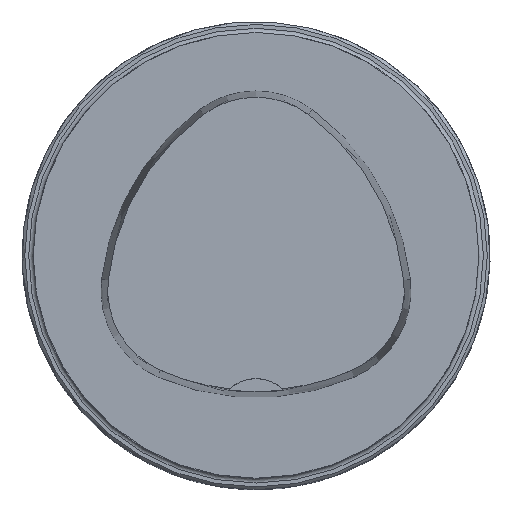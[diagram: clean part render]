
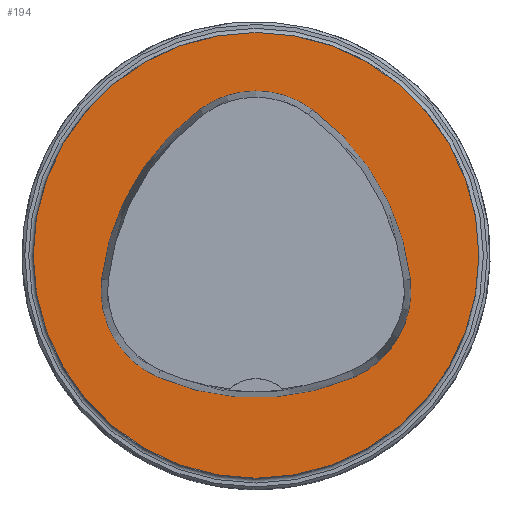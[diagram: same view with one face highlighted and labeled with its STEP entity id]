
A CAD part, top view. The second image highlights one B-rep face of the part: STEP entity #194.
In plain terms, the highlighted planar face has unit normal (0, 0, 1).
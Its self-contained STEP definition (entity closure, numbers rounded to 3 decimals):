
#79=PLANE('',#746);
#194=ADVANCED_FACE('',(#245,#246),#79,.T.);
#245=FACE_BOUND('',#291,.T.);
#246=FACE_BOUND('',#292,.T.);
#291=EDGE_LOOP('',(#420,#421,#422,#423,#424,#425));
#292=EDGE_LOOP('',(#426));
#420=ORIENTED_EDGE('',*,*,#589,.T.);
#421=ORIENTED_EDGE('',*,*,#569,.T.);
#422=ORIENTED_EDGE('',*,*,#573,.T.);
#423=ORIENTED_EDGE('',*,*,#576,.T.);
#424=ORIENTED_EDGE('',*,*,#579,.T.);
#425=ORIENTED_EDGE('',*,*,#587,.T.);
#426=ORIENTED_EDGE('',*,*,#560,.F.);
#497=VERTEX_POINT('',#1175);
#506=VERTEX_POINT('',#1194);
#507=VERTEX_POINT('',#1195);
#510=VERTEX_POINT('',#1203);
#512=VERTEX_POINT('',#1209);
#514=VERTEX_POINT('',#1215);
#521=VERTEX_POINT('',#1236);
#560=EDGE_CURVE('',#497,#497,#623,.T.);
#569=EDGE_CURVE('',#506,#507,#624,.T.);
#573=EDGE_CURVE('',#507,#510,#626,.T.);
#576=EDGE_CURVE('',#510,#512,#628,.T.);
#579=EDGE_CURVE('',#512,#514,#630,.T.);
#587=EDGE_CURVE('',#514,#521,#634,.T.);
#589=EDGE_CURVE('',#521,#506,#636,.T.);
#623=CIRCLE('',#718,40.);
#624=CIRCLE('',#724,44.);
#626=CIRCLE('',#727,17.);
#628=CIRCLE('',#730,44.);
#630=CIRCLE('',#733,17.);
#634=CIRCLE('',#738,44.);
#636=CIRCLE('',#741,17.);
#718=AXIS2_PLACEMENT_3D('',#1174,#870,#871);
#724=AXIS2_PLACEMENT_3D('',#1193,#886,#887);
#727=AXIS2_PLACEMENT_3D('',#1202,#894,#895);
#730=AXIS2_PLACEMENT_3D('',#1208,#901,#902);
#733=AXIS2_PLACEMENT_3D('',#1214,#908,#909);
#738=AXIS2_PLACEMENT_3D('',#1237,#920,#921);
#741=AXIS2_PLACEMENT_3D('',#1240,#926,#927);
#746=AXIS2_PLACEMENT_3D('',#1245,#936,#937);
#870=DIRECTION('',(0.,0.,-1.));
#871=DIRECTION('',(-1.,0.,0.));
#886=DIRECTION('',(0.,0.,-1.));
#887=DIRECTION('',(-1.,0.,0.));
#894=DIRECTION('',(0.,0.,-1.));
#895=DIRECTION('',(-1.,0.,0.));
#901=DIRECTION('',(0.,0.,-1.));
#902=DIRECTION('',(-1.,0.,0.));
#908=DIRECTION('',(0.,0.,-1.));
#909=DIRECTION('',(-1.,0.,0.));
#920=DIRECTION('',(0.,0.,-1.));
#921=DIRECTION('',(-1.,0.,0.));
#926=DIRECTION('',(0.,0.,-1.));
#927=DIRECTION('',(-1.,0.,0.));
#936=DIRECTION('',(0.,0.,1.));
#937=DIRECTION('',(-1.,0.,0.));
#1174=CARTESIAN_POINT('',(0.,0.,0.));
#1175=CARTESIAN_POINT('',(-40.,0.,0.));
#1193=CARTESIAN_POINT('',(16.01,-9.224,0.));
#1194=CARTESIAN_POINT('',(-27.722,-4.378,0.));
#1195=CARTESIAN_POINT('',(-10.119,26.178,0.));
#1202=CARTESIAN_POINT('',(-0.023,12.5,0.));
#1203=CARTESIAN_POINT('',(10.049,26.194,0.));
#1208=CARTESIAN_POINT('',(-16.021,-9.25,0.));
#1209=CARTESIAN_POINT('',(27.71,-4.394,0.));
#1214=CARTESIAN_POINT('',(10.814,-6.27,0.));
#1215=CARTESIAN_POINT('',(17.611,-21.852,0.));
#1236=CARTESIAN_POINT('',(-17.652,-21.819,0.));
#1237=CARTESIAN_POINT('',(0.017,18.477,0.));
#1240=CARTESIAN_POINT('',(-10.825,-6.25,0.));
#1245=CARTESIAN_POINT('',(0.,0.,0.));
